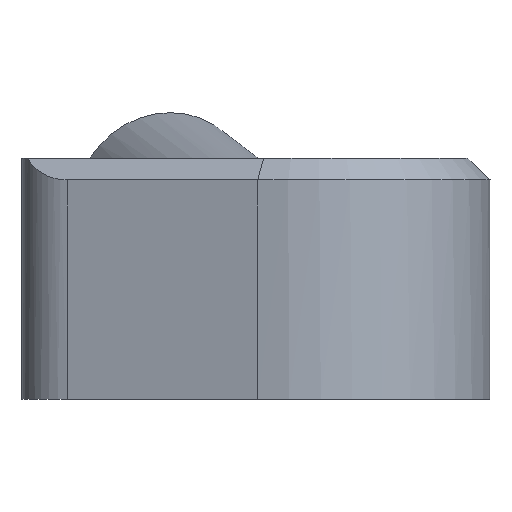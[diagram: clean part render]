
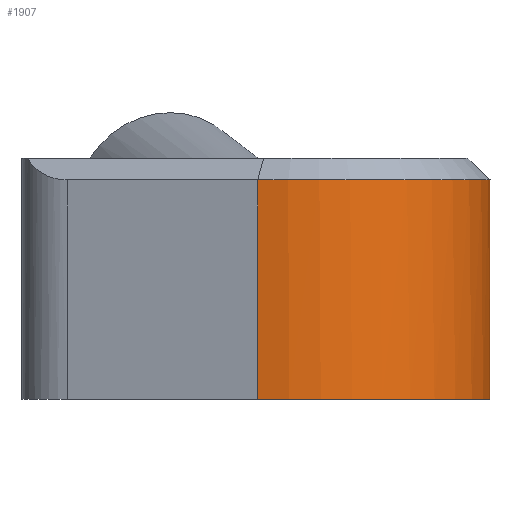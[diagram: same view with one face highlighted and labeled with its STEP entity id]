
A CAD part, left-side view. The second image highlights one B-rep face of the part: STEP entity #1907.
In plain terms, the highlighted cylindrical face has radius 25 mm (diameter 50 mm), a partial arc.
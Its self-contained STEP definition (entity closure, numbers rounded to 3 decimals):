
#62=CYLINDRICAL_SURFACE('',#2093,25.);
#212=LINE('',#4123,#342);
#342=VECTOR('',#2488,10.);
#465=FACE_OUTER_BOUND('',#582,.T.);
#582=EDGE_LOOP('',(#1650,#1651,#1652,#1653));
#666=CIRCLE('',#2070,25.);
#676=CIRCLE('',#2094,25.);
#764=B_SPLINE_CURVE_WITH_KNOTS('',3,(#3891,#3892,#3893,#3894,#3895,#3896,
#3897),.UNSPECIFIED.,.F.,.F.,(4,1,1,1,4),(-19.459,-18.447,
-17.435,-16.929,-16.05),.UNSPECIFIED.);
#885=VERTEX_POINT('',#3662);
#886=VERTEX_POINT('',#3664);
#896=VERTEX_POINT('',#3872);
#917=VERTEX_POINT('',#4122);
#1126=EDGE_CURVE('',#886,#885,#666,.T.);
#1143=EDGE_CURVE('',#896,#886,#764,.T.);
#1174=EDGE_CURVE('',#917,#885,#212,.T.);
#1175=EDGE_CURVE('',#917,#896,#676,.T.);
#1650=ORIENTED_EDGE('',*,*,#1143,.T.);
#1651=ORIENTED_EDGE('',*,*,#1126,.T.);
#1652=ORIENTED_EDGE('',*,*,#1174,.F.);
#1653=ORIENTED_EDGE('',*,*,#1175,.T.);
#1907=ADVANCED_FACE('',(#465),#62,.T.);
#2070=AXIS2_PLACEMENT_3D('',#3665,#2429,#2430);
#2093=AXIS2_PLACEMENT_3D('',#4121,#2486,#2487);
#2094=AXIS2_PLACEMENT_3D('',#4124,#2489,#2490);
#2429=DIRECTION('center_axis',(0.,0.,-1.));
#2430=DIRECTION('ref_axis',(-1.,0.,0.));
#2486=DIRECTION('center_axis',(0.,0.,-1.));
#2487=DIRECTION('ref_axis',(-1.,0.,0.));
#2488=DIRECTION('',(0.,0.,1.));
#2489=DIRECTION('center_axis',(0.,0.,1.));
#2490=DIRECTION('ref_axis',(-1.,0.,0.));
#3662=CARTESIAN_POINT('',(-154.066,6.769,28.5));
#3664=CARTESIAN_POINT('',(-106.516,-8.574,28.5));
#3665=CARTESIAN_POINT('Origin',(-130.,0.,28.5));
#3872=CARTESIAN_POINT('',(-105.148,-2.714,-1.5));
#3891=CARTESIAN_POINT('Ctrl Pts',(-105.148,-2.714,-1.5));
#3892=CARTESIAN_POINT('Ctrl Pts',(-105.325,-4.337,0.507));
#3893=CARTESIAN_POINT('Ctrl Pts',(-105.974,-7.203,5.308));
#3894=CARTESIAN_POINT('Ctrl Pts',(-106.762,-9.227,13.125));
#3895=CARTESIAN_POINT('Ctrl Pts',(-106.934,-9.64,21.149));
#3896=CARTESIAN_POINT('Ctrl Pts',(-106.717,-9.127,25.733));
#3897=CARTESIAN_POINT('Ctrl Pts',(-106.516,-8.574,28.5));
#4121=CARTESIAN_POINT('Origin',(-130.,0.,0.));
#4122=CARTESIAN_POINT('',(-154.066,6.769,-1.5));
#4123=CARTESIAN_POINT('',(-154.066,6.769,0.));
#4124=CARTESIAN_POINT('Origin',(-130.,0.,-1.5));
